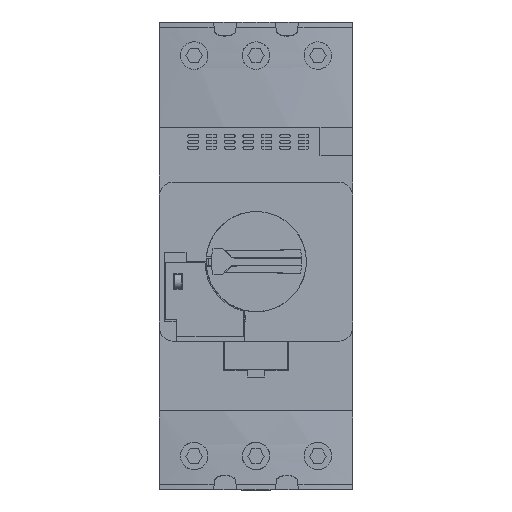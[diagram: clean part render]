
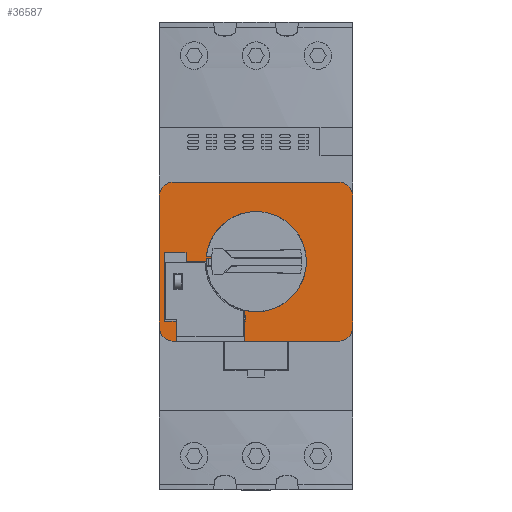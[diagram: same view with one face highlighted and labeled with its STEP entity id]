
A CAD part, top view. The second image highlights one B-rep face of the part: STEP entity #36587.
In plain terms, the highlighted planar face has unit normal (0, 0, 1).
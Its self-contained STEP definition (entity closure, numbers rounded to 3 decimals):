
#2820=DIRECTION('',(0.,1.,0.));
#2821=VECTOR('',#2820,37.);
#2822=CARTESIAN_POINT('',(54.8,45.95,120.5));
#2823=LINE('',#2822,#2821);
#3356=DIRECTION('',(0.,-1.,0.));
#3357=VECTOR('',#3356,37.);
#3358=CARTESIAN_POINT('',(0.,82.95,120.5));
#3359=LINE('',#3358,#3357);
#13324=DIRECTION('',(-1.,0.009,0.));
#13325=VECTOR('',#13324,25.805);
#13326=CARTESIAN_POINT('',(39.16,65.561,120.507));
#13327=LINE('',#13326,#13325);
#13331=DIRECTION('',(0.,1.,0.));
#13332=VECTOR('',#13331,2.221);
#13333=CARTESIAN_POINT('',(39.16,63.339,120.507));
#13334=LINE('',#13333,#13332);
#13338=DIRECTION('',(1.,0.009,0.));
#13339=VECTOR('',#13338,25.805);
#13340=CARTESIAN_POINT('',(13.356,63.114,120.503));
#13341=LINE('',#13340,#13339);
#13345=DIRECTION('',(-1.,0.,0.));
#13346=VECTOR('',#13345,6.1);
#13347=CARTESIAN_POINT('',(7.6,67.,120.5));
#13348=LINE('',#13347,#13346);
#13352=DIRECTION('',(0.,-1.,0.));
#13353=VECTOR('',#13352,19.35);
#13354=CARTESIAN_POINT('',(1.5,67.,120.5));
#13355=LINE('',#13354,#13353);
#13359=DIRECTION('',(1.,0.,0.));
#13360=VECTOR('',#13359,3.35);
#13361=CARTESIAN_POINT('',(1.5,47.65,120.5));
#13362=LINE('',#13361,#13360);
#13366=DIRECTION('',(0.,1.,0.));
#13367=VECTOR('',#13366,5.7);
#13368=CARTESIAN_POINT('',(4.85,41.95,120.5));
#13369=LINE('',#13368,#13367);
#13373=DIRECTION('',(-1.,0.,0.));
#13374=VECTOR('',#13373,0.85);
#13375=CARTESIAN_POINT('',(4.85,41.95,120.5));
#13376=LINE('',#13375,#13374);
#13380=CARTESIAN_POINT('',(4.,45.95,120.5));
#13381=DIRECTION('',(0.,0.,1.));
#13382=DIRECTION('',(-1.,0.,0.));
#13383=AXIS2_PLACEMENT_3D('',#13380,#13381,#13382);
#13388=CARTESIAN_POINT('',(4.,82.95,120.5));
#13389=DIRECTION('',(0.,0.,1.));
#13390=DIRECTION('',(0.,1.,0.));
#13391=AXIS2_PLACEMENT_3D('',#13388,#13389,#13390);
#13396=DIRECTION('',(1.,0.,0.));
#13397=VECTOR('',#13396,46.8);
#13398=CARTESIAN_POINT('',(4.,86.95,120.5));
#13399=LINE('',#13398,#13397);
#13403=CARTESIAN_POINT('',(50.8,82.95,120.5));
#13404=DIRECTION('',(0.,0.,1.));
#13405=DIRECTION('',(1.,0.,0.));
#13406=AXIS2_PLACEMENT_3D('',#13403,#13404,#13405);
#13411=CARTESIAN_POINT('',(50.8,45.95,120.5));
#13412=DIRECTION('',(0.,0.,1.));
#13413=DIRECTION('',(0.,-1.,0.));
#13414=AXIS2_PLACEMENT_3D('',#13411,#13412,#13413);
#13419=DIRECTION('',(-1.,0.,0.));
#13420=VECTOR('',#13419,26.65);
#13421=CARTESIAN_POINT('',(50.8,41.95,120.5));
#13422=LINE('',#13421,#13420);
#13426=DIRECTION('',(0.,1.,0.));
#13427=VECTOR('',#13426,5.389);
#13428=CARTESIAN_POINT('',(24.15,41.95,120.5));
#13429=LINE('',#13428,#13427);
#13433=CARTESIAN_POINT('',(22.4,48.5,120.5));
#13434=DIRECTION('',(0.,0.,1.));
#13435=DIRECTION('',(0.833,-0.553,0.));
#13436=AXIS2_PLACEMENT_3D('',#13433,#13434,#13435);
#13441=DIRECTION('',(0.,1.,0.));
#13442=VECTOR('',#13441,0.98);
#13443=CARTESIAN_POINT('',(24.15,49.661,120.5));
#13444=LINE('',#13443,#13442);
#13448=CARTESIAN_POINT('',(27.46,64.45,120.5));
#13449=DIRECTION('',(0.,0.,1.));
#13450=DIRECTION('',(-1.,0.,0.));
#13451=AXIS2_PLACEMENT_3D('',#13448,#13449,#13450);
#13456=DIRECTION('',(-1.,0.,0.));
#13457=VECTOR('',#13456,5.66);
#13458=CARTESIAN_POINT('',(13.26,64.45,120.5));
#13459=LINE('',#13458,#13457);
#13463=DIRECTION('',(0.,1.,0.));
#13464=VECTOR('',#13463,2.55);
#13465=CARTESIAN_POINT('',(7.6,64.45,120.5));
#13466=LINE('',#13465,#13464);
#13485=CARTESIAN_POINT('',(27.46,64.45,120.5));
#13486=DIRECTION('',(0.,0.,-1.));
#13487=DIRECTION('',(-0.996,0.094,0.));
#13488=AXIS2_PLACEMENT_3D('',#13485,#13486,#13487);
#20534=CARTESIAN_POINT('',(54.8,82.95,120.5));
#20536=VERTEX_POINT('',#20534);
#20538=CARTESIAN_POINT('',(54.8,45.95,120.5));
#20540=VERTEX_POINT('',#20538);
#20542=CARTESIAN_POINT('',(0.,82.95,120.5));
#20544=VERTEX_POINT('',#20542);
#20546=CARTESIAN_POINT('',(0.,45.95,120.5));
#20548=VERTEX_POINT('',#20546);
#20549=CARTESIAN_POINT('',(4.,86.95,120.5));
#20550=CARTESIAN_POINT('',(50.8,86.95,120.5));
#20551=VERTEX_POINT('',#20549);
#20552=VERTEX_POINT('',#20550);
#20553=CARTESIAN_POINT('',(4.,41.95,120.5));
#20554=VERTEX_POINT('',#20553);
#20555=CARTESIAN_POINT('',(50.8,41.95,120.5));
#20556=VERTEX_POINT('',#20555);
#20607=CARTESIAN_POINT('',(39.16,63.339,120.507));
#20608=CARTESIAN_POINT('',(39.16,65.561,120.507));
#20609=VERTEX_POINT('',#20607);
#20610=VERTEX_POINT('',#20608);
#20611=CARTESIAN_POINT('',(13.356,63.114,120.503));
#20613=VERTEX_POINT('',#20611);
#20615=CARTESIAN_POINT('',(13.356,65.786,120.503));
#20617=VERTEX_POINT('',#20615);
#22198=CARTESIAN_POINT('',(7.6,67.,120.5));
#22199=CARTESIAN_POINT('',(1.5,67.,120.5));
#22200=VERTEX_POINT('',#22198);
#22201=VERTEX_POINT('',#22199);
#22202=CARTESIAN_POINT('',(1.5,47.65,120.5));
#22203=VERTEX_POINT('',#22202);
#22204=CARTESIAN_POINT('',(4.85,47.65,120.5));
#22205=VERTEX_POINT('',#22204);
#22206=CARTESIAN_POINT('',(4.85,41.95,120.5));
#22207=VERTEX_POINT('',#22206);
#22208=CARTESIAN_POINT('',(24.15,41.95,120.5));
#22209=CARTESIAN_POINT('',(24.15,47.339,120.5));
#22210=VERTEX_POINT('',#22208);
#22211=VERTEX_POINT('',#22209);
#22212=CARTESIAN_POINT('',(24.15,49.661,120.5));
#22213=VERTEX_POINT('',#22212);
#22214=CARTESIAN_POINT('',(24.15,50.641,120.5));
#22215=VERTEX_POINT('',#22214);
#22216=CARTESIAN_POINT('',(13.26,64.45,120.5));
#22217=VERTEX_POINT('',#22216);
#22218=CARTESIAN_POINT('',(7.6,64.45,120.5));
#22219=VERTEX_POINT('',#22218);
#36539=CARTESIAN_POINT('',(0.,0.,120.5));
#36540=DIRECTION('',(0.,0.,1.));
#36541=DIRECTION('',(1.,0.,0.));
#36542=AXIS2_PLACEMENT_3D('',#36539,#36540,#36541);
#36543=PLANE('',#36542);
#36545=ORIENTED_EDGE('',*,*,#36544,.T.);
#36547=ORIENTED_EDGE('',*,*,#36546,.T.);
#36549=ORIENTED_EDGE('',*,*,#36548,.T.);
#36551=ORIENTED_EDGE('',*,*,#36550,.F.);
#36552=ORIENTED_EDGE('',*,*,#35727,.T.);
#36554=ORIENTED_EDGE('',*,*,#36553,.F.);
#36555=ORIENTED_EDGE('',*,*,#27450,.F.);
#36557=ORIENTED_EDGE('',*,*,#36556,.F.);
#36559=ORIENTED_EDGE('',*,*,#36558,.T.);
#36561=ORIENTED_EDGE('',*,*,#36560,.F.);
#36562=ORIENTED_EDGE('',*,*,#27137,.F.);
#36564=ORIENTED_EDGE('',*,*,#36563,.F.);
#36565=ORIENTED_EDGE('',*,*,#35714,.T.);
#36567=ORIENTED_EDGE('',*,*,#36566,.T.);
#36568=ORIENTED_EDGE('',*,*,#36310,.T.);
#36569=ORIENTED_EDGE('',*,*,#36519,.T.);
#36570=ORIENTED_EDGE('',*,*,#36530,.F.);
#36572=ORIENTED_EDGE('',*,*,#36571,.T.);
#36574=ORIENTED_EDGE('',*,*,#36573,.T.);
#36575=EDGE_LOOP('',(#36545,#36547,#36549,#36551,#36552,#36554,#36555,#36557,
#36559,#36561,#36562,#36564,#36565,#36567,#36568,#36569,#36570,#36572,#36574));
#36576=FACE_OUTER_BOUND('',#36575,.F.);
#36578=ORIENTED_EDGE('',*,*,#36577,.F.);
#36580=ORIENTED_EDGE('',*,*,#36579,.F.);
#36582=ORIENTED_EDGE('',*,*,#36581,.F.);
#36584=ORIENTED_EDGE('',*,*,#36583,.F.);
#36585=EDGE_LOOP('',(#36578,#36580,#36582,#36584));
#36586=FACE_BOUND('',#36585,.F.);
#13384=CIRCLE('',#13383,4.);
#13392=CIRCLE('',#13391,4.);
#13407=CIRCLE('',#13406,4.);
#13415=CIRCLE('',#13414,4.);
#13437=CIRCLE('',#13436,2.1);
#13452=CIRCLE('',#13451,14.2);
#13489=CIRCLE('',#13488,14.167);
#27137=EDGE_CURVE('',#20540,#20536,#2823,.T.);
#27450=EDGE_CURVE('',#20544,#20548,#3359,.T.);
#35714=EDGE_CURVE('',#20556,#22210,#13422,.T.);
#35727=EDGE_CURVE('',#22207,#20554,#13376,.T.);
#36310=EDGE_CURVE('',#22211,#22213,#13437,.T.);
#36519=EDGE_CURVE('',#22213,#22215,#13444,.T.);
#36530=EDGE_CURVE('',#22217,#22215,#13452,.T.);
#36544=EDGE_CURVE('',#22200,#22201,#13348,.T.);
#36546=EDGE_CURVE('',#22201,#22203,#13355,.T.);
#36548=EDGE_CURVE('',#22203,#22205,#13362,.T.);
#36550=EDGE_CURVE('',#22207,#22205,#13369,.T.);
#36553=EDGE_CURVE('',#20548,#20554,#13384,.T.);
#36556=EDGE_CURVE('',#20551,#20544,#13392,.T.);
#36558=EDGE_CURVE('',#20551,#20552,#13399,.T.);
#36560=EDGE_CURVE('',#20536,#20552,#13407,.T.);
#36563=EDGE_CURVE('',#20556,#20540,#13415,.T.);
#36566=EDGE_CURVE('',#22210,#22211,#13429,.T.);
#36571=EDGE_CURVE('',#22217,#22219,#13459,.T.);
#36573=EDGE_CURVE('',#22219,#22200,#13466,.T.);
#36577=EDGE_CURVE('',#20617,#20613,#13489,.T.);
#36579=EDGE_CURVE('',#20610,#20617,#13327,.T.);
#36581=EDGE_CURVE('',#20609,#20610,#13334,.T.);
#36583=EDGE_CURVE('',#20613,#20609,#13341,.T.);
#36587=ADVANCED_FACE('',(#36576,#36586),#36543,.T.);
